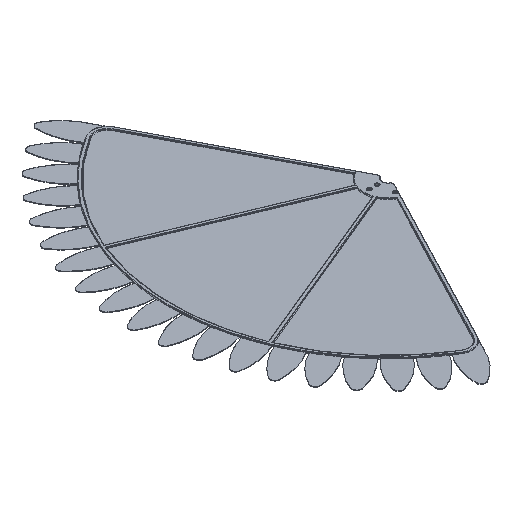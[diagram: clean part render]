
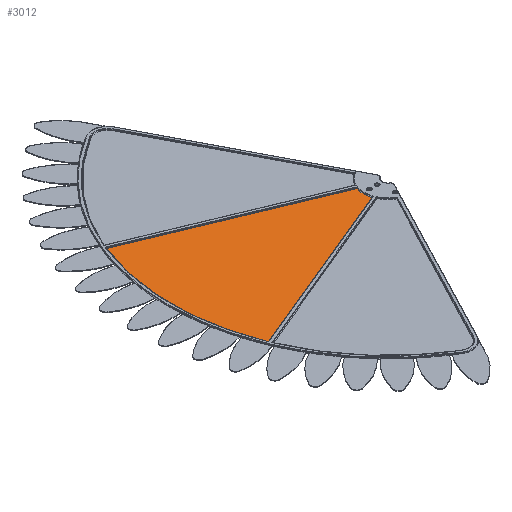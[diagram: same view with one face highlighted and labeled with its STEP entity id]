
A CAD part, isometric view. The second image highlights one B-rep face of the part: STEP entity #3012.
In plain terms, the highlighted planar face has unit normal (0, 0, 1).
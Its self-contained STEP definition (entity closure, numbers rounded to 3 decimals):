
#844=CARTESIAN_POINT('Axis2P3D Location',(0.,0.,-1.8)) ;
#2970=CARTESIAN_POINT('Control Point',(-286.592,51.558,-1.8)) ;
#2971=CARTESIAN_POINT('Control Point',(-288.518,46.786,-1.8)) ;
#2972=CARTESIAN_POINT('Control Point',(-290.221,41.924,-1.8)) ;
#2973=CARTESIAN_POINT('Control Point',(-291.696,36.986,-1.8)) ;
#2974=CARTESIAN_POINT('Control Point',(-295.556,21.449,-1.8)) ;
#2975=CARTESIAN_POINT('Control Point',(-297.14,5.458,-1.8)) ;
#2976=CARTESIAN_POINT('Control Point',(-297.14,-5.458,-1.8)) ;
#2977=CARTESIAN_POINT('Control Point',(-295.556,-21.449,-1.8)) ;
#2978=CARTESIAN_POINT('Control Point',(-291.696,-36.986,-1.8)) ;
#2979=CARTESIAN_POINT('Control Point',(-290.221,-41.924,-1.8)) ;
#2980=CARTESIAN_POINT('Control Point',(-288.518,-46.786,-1.8)) ;
#2981=CARTESIAN_POINT('Control Point',(-286.592,-51.558,-1.8)) ;
#2982=CARTESIAN_POINT('Vertex',(-286.592,51.558,-1.8)) ;
#2984=CARTESIAN_POINT('Vertex',(-286.592,-51.558,-1.8)) ;
#2987=CARTESIAN_POINT('Line Origine',(-230.169,-28.186,-1.8)) ;
#2991=CARTESIAN_POINT('Vertex',(-173.746,-4.815,-1.8)) ;
#2994=CARTESIAN_POINT('Axis2P3D Location',(-158.855,0.,-1.8)) ;
#2998=CARTESIAN_POINT('Vertex',(-173.746,4.815,-1.8)) ;
#3001=CARTESIAN_POINT('Line Origine',(-230.169,28.186,-1.8)) ;
#845=DIRECTION('Axis2P3D Direction',(0.,0.,1.)) ;
#846=DIRECTION('Axis2P3D XDirection',(1.,0.,0.)) ;
#2988=DIRECTION('Vector Direction',(-0.924,-0.383,0.)) ;
#2995=DIRECTION('Axis2P3D Direction',(0.,0.,1.)) ;
#3002=DIRECTION('Vector Direction',(-0.924,0.383,0.)) ;
#847=AXIS2_PLACEMENT_3D('Plane Axis2P3D',#844,#845,#846) ;
#2996=AXIS2_PLACEMENT_3D('Circle Axis2P3D',#2994,#2995,$) ;
#3007=ORIENTED_EDGE('',*,*,#2986,.T.) ;
#3008=ORIENTED_EDGE('',*,*,#2993,.T.) ;
#3009=ORIENTED_EDGE('',*,*,#3000,.T.) ;
#3010=ORIENTED_EDGE('',*,*,#3005,.T.) ;
#2989=VECTOR('Line Direction',#2988,1.) ;
#3003=VECTOR('Line Direction',#3002,1.) ;
#3012=ADVANCED_FACE('Tail',(#3011),#848,.T.) ;
#2969=B_SPLINE_CURVE_WITH_KNOTS('',5,(#2970,#2971,#2972,#2973,#2974,#2975,#2976,#2977,#2978,#2979,#2980,#2981),.UNSPECIFIED.,.F.,.U.,(6,3,3,6),(33.503,69.925,146.685,183.106),.UNSPECIFIED.) ;
#2997=CIRCLE('generated circle',#2996,15.65) ;
#2986=EDGE_CURVE('',#2983,#2985,#2969,.T.) ;
#2993=EDGE_CURVE('',#2985,#2992,#2990,.F.) ;
#3000=EDGE_CURVE('',#2992,#2999,#2997,.F.) ;
#3005=EDGE_CURVE('',#2999,#2983,#3004,.T.) ;
#3006=EDGE_LOOP('',(#3007,#3008,#3009,#3010)) ;
#3011=FACE_OUTER_BOUND('',#3006,.T.) ;
#2990=LINE('Line',#2987,#2989) ;
#3004=LINE('Line',#3001,#3003) ;
#848=PLANE('Plane',#847) ;
#2983=VERTEX_POINT('',#2982) ;
#2985=VERTEX_POINT('',#2984) ;
#2992=VERTEX_POINT('',#2991) ;
#2999=VERTEX_POINT('',#2998) ;
